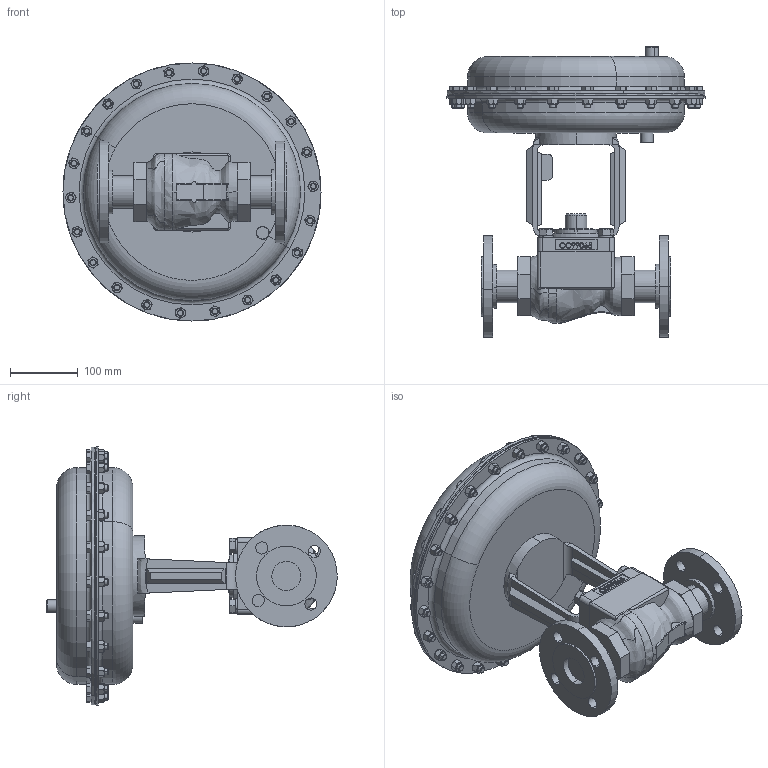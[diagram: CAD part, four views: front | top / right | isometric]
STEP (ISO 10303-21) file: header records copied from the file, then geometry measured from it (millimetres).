
FILE_DESCRIPTION (( 'STEP AP203' ), '1' );
FILE_NAME ('78-150-BR+CS+S6-F6-85M.step', '2017-09-25T13:13:34', ( '' ), ( '' ), 'SwSTEP 2.0', 'SolidWorks 2014', '' );
FILE_SCHEMA (( 'CONFIG_CONTROL_DESIGN' ));
Products named in the file (1): 78-150-BR+CS+S6-F6-85M
Bounding box: 381 x 428.72 x 381 mm (x, y, z)
Volume: 11904840.5 mm3; surface area: 627649.8 mm2
Topology: 3 solids, 3 shells, 1367 faces, 3249 edges, 1994 vertices
Faces by surface type: plane 576, cone 476, cylinder 197, bspline 104, torus 14
Entity records: 54009 total; most frequent: CARTESIAN_POINT 24378, ORIENTED_EDGE 6498, DIRECTION 5427, EDGE_CURVE 3249, AXIS2_PLACEMENT_3D 2100, VERTEX_POINT 1994, EDGE_LOOP 1547, ADVANCED_FACE 1367
